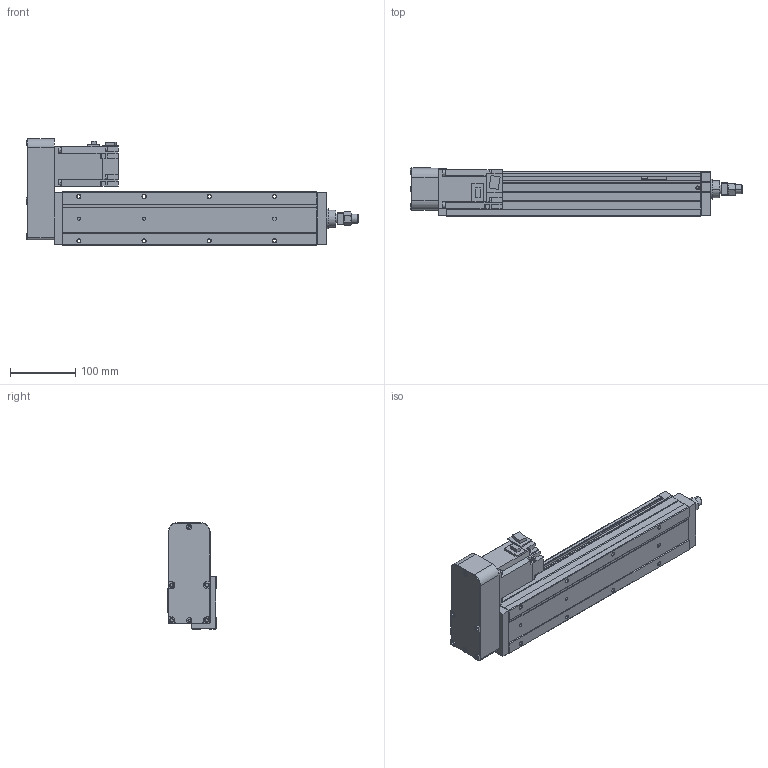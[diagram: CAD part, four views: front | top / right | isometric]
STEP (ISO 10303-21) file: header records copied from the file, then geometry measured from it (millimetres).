
FILE_DESCRIPTION (( 'STEP AP214' ), '1' );
FILE_NAME ('ETU08BL-16XLD-0200-XXXX.STEP', '2025-02-28T14:45:39', ( '' ), ( '' ), 'SwSTEP 2.0', 'SolidWorks 2022', '' );
FILE_SCHEMA (( 'AUTOMOTIVE_DESIGN' ));
Length unit declared in the file: millimetre
Products named in the file (10): FANG STICKER; ETU08BL-16XLD-0200-XXXX; EMT08-200MOTOR; EMT08-200BODY1; EMT08-200BODY3; EMT08-200BODY2; EMT08-200NUT; EMT08-200BODY0; EMT08-200SENSOR; EMT08-200ROD
Assembly tree (10 placements, depth 2):
  ETU08BL-16XLD-0200-XXXX
    EMT08-200BODY0
    EMT08-200BODY1
    EMT08-200BODY2
    EMT08-200BODY3
    EMT08-200MOTOR
    EMT08-200ROD
    EMT08-200NUT
    EMT08-200SENSOR  x2
    FANG STICKER
Bounding box: 509 x 74.3 x 163.8 mm (x, y, z)
Volume: 2599364.4 mm3; surface area: 307758.4 mm2
Topology: 10 solids, 10 shells, 901 faces, 2287 edges, 1478 vertices
Faces by surface type: plane 598, cylinder 203, cone 92, torus 8
Entity records: 27149 total; most frequent: CARTESIAN_POINT 4781, DIRECTION 4557, ORIENTED_EDGE 4498, EDGE_CURVE 2249, LINE 1705, VECTOR 1705, VERTEX_POINT 1458, AXIS2_PLACEMENT_3D 1426
